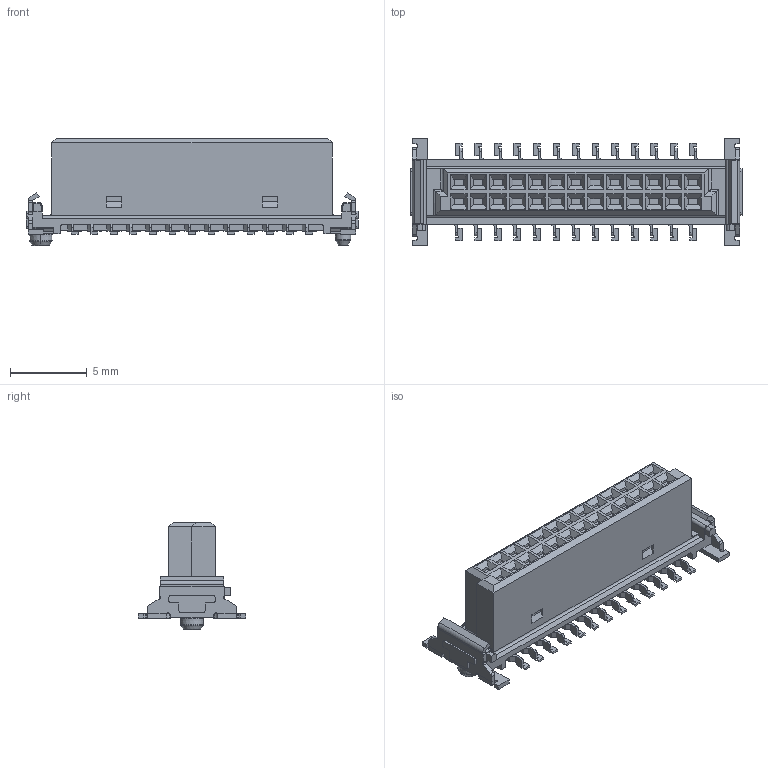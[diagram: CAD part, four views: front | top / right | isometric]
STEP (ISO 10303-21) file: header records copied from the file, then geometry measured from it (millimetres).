
FILE_DESCRIPTION((''),'2;1');
FILE_NAME('ERNI_154806.stp','2011-01-05T09:28:05',(''),(''),'Mechanical Desktop 2011','Mechanical Desktop 2011',', , ');
FILE_SCHEMA(('AUTOMOTIVE_DESIGN { 1 2 10303 214 1 1 1 1 }'));
Length unit declared in the file: millimetre
Products named in the file (1): Product
Bounding box: 21.59 x 7 x 7 mm (x, y, z)
Volume: 344.3 mm3; surface area: 892.3 mm2
Topology: 52 solids, 52 shells, 1303 faces, 3415 edges, 2257 vertices
Faces by surface type: plane 738, bspline 435, cylinder 116, torus 8, cone 6
Entity records: 43254 total; most frequent: CARTESIAN_POINT 12263, ORIENTED_EDGE 6830, DIRECTION 5466, EDGE_CURVE 3415, VECTOR 2910, LINE 2910, VERTEX_POINT 2257, EDGE_LOOP 1346
